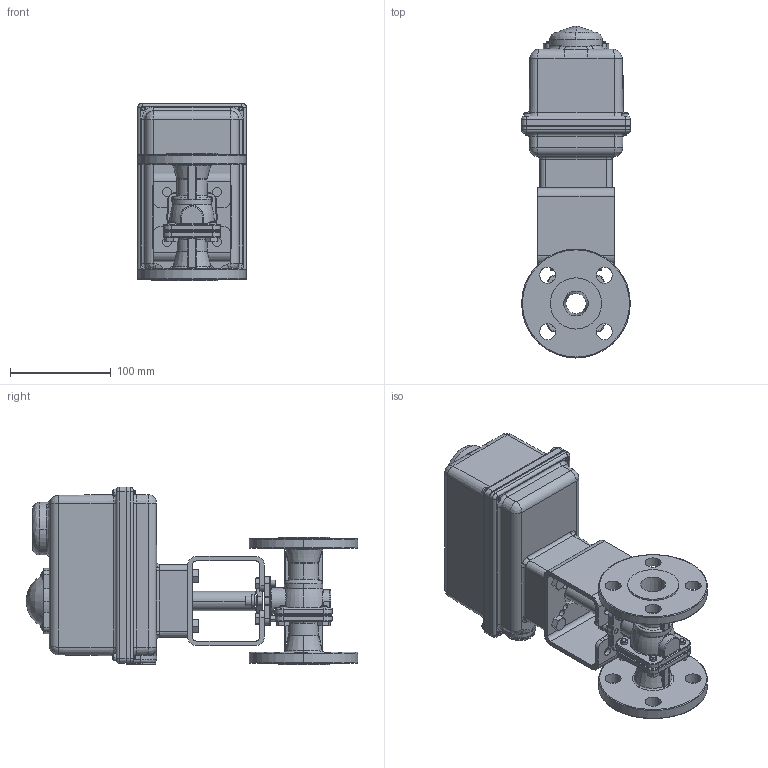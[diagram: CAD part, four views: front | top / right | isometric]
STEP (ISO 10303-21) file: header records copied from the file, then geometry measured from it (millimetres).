
FILE_DESCRIPTION (( 'STEP AP203' ), '1' );
FILE_NAME ('5801R-100_ER-2.STEP', '2017-11-29T15:17:32', ( '' ), ( '' ), 'SwSTEP 2.0', 'SolidWorks 2014', '' );
FILE_SCHEMA (( 'CONFIG_CONTROL_DESIGN' ));
Length unit declared in the file: inch
Products named in the file (1): 5801R-100_ER-2
Bounding box: 108.29 x 329.58 x 176.73 mm (x, y, z)
Surface area: 225944.9 mm2 (no closed solid volume)
Topology: 0 solids, 23 shells, 883 faces, 2798 edges, 1914 vertices
Faces by surface type: cylinder 305, plane 279, bspline 126, cone 95, torus 76, sphere 2
Entity records: 48402 total; most frequent: CARTESIAN_POINT 25502, ORIENTED_EDGE 4712, DIRECTION 4340, EDGE_CURVE 2790, VERTEX_POINT 1914, AXIS2_PLACEMENT_3D 1679, EDGE_LOOP 1023, VECTOR 982
